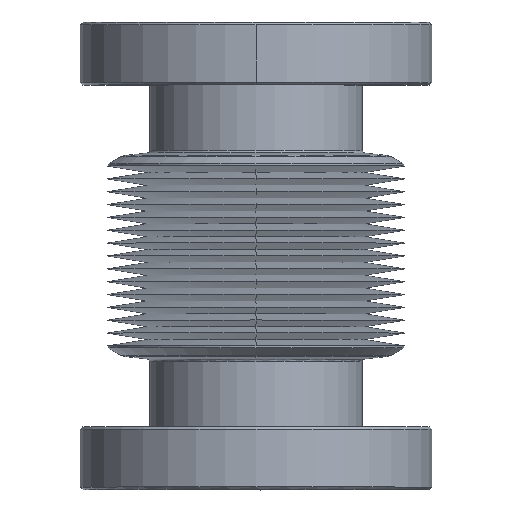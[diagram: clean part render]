
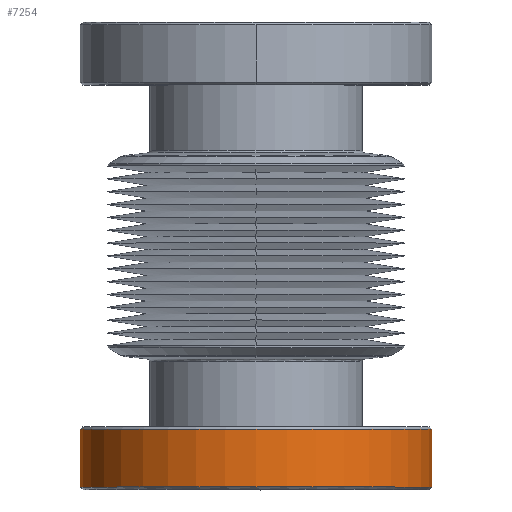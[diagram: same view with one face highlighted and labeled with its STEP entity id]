
A CAD part, top view. The second image highlights one B-rep face of the part: STEP entity #7254.
In plain terms, the highlighted cylindrical face has radius 34.95 mm (diameter 69.9 mm), a partial arc.
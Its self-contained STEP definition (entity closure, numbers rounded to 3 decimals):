
#194 = VECTOR ( 'NONE', #6372, 1000. ) ;
#461 = EDGE_CURVE ( 'NONE', #708, #2921, #7553, .T. ) ;
#532 = EDGE_CURVE ( 'NONE', #2921, #7673, #1769, .T. ) ;
#708 = VERTEX_POINT ( 'NONE', #2174 ) ;
#739 = CARTESIAN_POINT ( 'NONE',  ( 34.95, -68., 0. ) ) ;
#975 = CARTESIAN_POINT ( 'NONE',  ( -34.95, -80., 0. ) ) ;
#1227 = AXIS2_PLACEMENT_3D ( 'NONE', #3015, #2129, #5436 ) ;
#1449 = EDGE_CURVE ( 'NONE', #2355, #7673, #4495, .T. ) ;
#1769 = CIRCLE ( 'NONE', #1227, 34.95 ) ;
#2129 = DIRECTION ( 'NONE',  ( 0., 1., 0. ) ) ;
#2174 = CARTESIAN_POINT ( 'NONE',  ( -34.95, -68.5, 0. ) ) ;
#2355 = VERTEX_POINT ( 'NONE', #7290 ) ;
#2540 = CARTESIAN_POINT ( 'NONE',  ( -34.95, -68., 0. ) ) ;
#2921 = VERTEX_POINT ( 'NONE', #975 ) ;
#3015 = CARTESIAN_POINT ( 'NONE',  ( 0., -80., 0. ) ) ;
#3320 = DIRECTION ( 'NONE',  ( 0., -1., 0. ) ) ;
#3536 = ORIENTED_EDGE ( 'NONE', *, *, #6023, .F. ) ;
#4162 = CARTESIAN_POINT ( 'NONE',  ( 34.95, -80., 0. ) ) ;
#4379 = CARTESIAN_POINT ( 'NONE',  ( 0., -68.5, 0. ) ) ;
#4495 = LINE ( 'NONE', #739, #194 ) ;
#4930 = CYLINDRICAL_SURFACE ( 'NONE', #9380, 34.95 ) ;
#5170 = DIRECTION ( 'NONE',  ( 0., 0., 1. ) ) ;
#5217 = CIRCLE ( 'NONE', #7007, 34.95 ) ;
#5436 = DIRECTION ( 'NONE',  ( 1., 0., 0. ) ) ;
#6023 = EDGE_CURVE ( 'NONE', #708, #2355, #5217, .T. ) ;
#6372 = DIRECTION ( 'NONE',  ( 0., -1., 0. ) ) ;
#6505 = EDGE_LOOP ( 'NONE', ( #3536, #7289, #9463, #9356 ) ) ;
#7007 = AXIS2_PLACEMENT_3D ( 'NONE', #4379, #10081, #5170 ) ;
#7254 = ADVANCED_FACE ( 'NONE', ( #8097 ), #4930, .T. ) ;
#7267 = DIRECTION ( 'NONE',  ( 1., 0., 0. ) ) ;
#7289 = ORIENTED_EDGE ( 'NONE', *, *, #461, .T. ) ;
#7290 = CARTESIAN_POINT ( 'NONE',  ( 34.95, -68.5, 0. ) ) ;
#7553 = LINE ( 'NONE', #2540, #9482 ) ;
#7673 = VERTEX_POINT ( 'NONE', #4162 ) ;
#8044 = CARTESIAN_POINT ( 'NONE',  ( 0., -68., 0. ) ) ;
#8097 = FACE_OUTER_BOUND ( 'NONE', #6505, .T. ) ;
#9356 = ORIENTED_EDGE ( 'NONE', *, *, #1449, .F. ) ;
#9380 = AXIS2_PLACEMENT_3D ( 'NONE', #8044, #9693, #7267 ) ;
#9463 = ORIENTED_EDGE ( 'NONE', *, *, #532, .T. ) ;
#9482 = VECTOR ( 'NONE', #3320, 1000. ) ;
#9693 = DIRECTION ( 'NONE',  ( 0., -1., 0. ) ) ;
#10081 = DIRECTION ( 'NONE',  ( 0., 1., 0. ) ) ;
